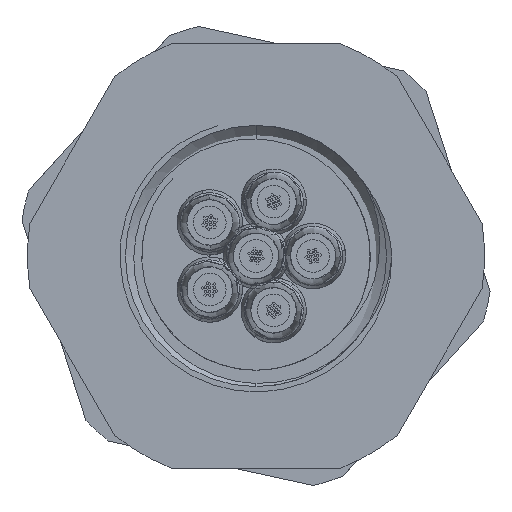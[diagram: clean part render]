
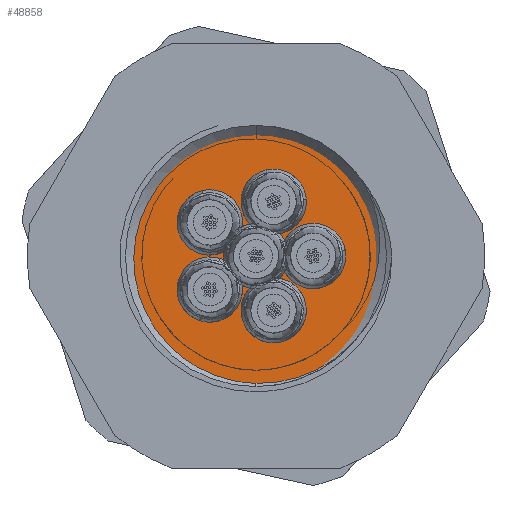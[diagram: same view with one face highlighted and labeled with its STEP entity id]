
A CAD part, left-side view. The second image highlights one B-rep face of the part: STEP entity #48858.
In plain terms, the highlighted face is planar.
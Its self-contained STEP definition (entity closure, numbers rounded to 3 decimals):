
#33 = ORIENTED_EDGE ( 'NONE', *, *, #1471, .F. ) ;
#50 = DIRECTION ( 'NONE',  ( 0., 0., -1. ) ) ;
#249 = AXIS2_PLACEMENT_3D ( 'NONE', #43600, #5051, #36455 ) ;
#370 = VERTEX_POINT ( 'NONE', #41163 ) ;
#1468 = CARTESIAN_POINT ( 'NONE',  ( 8.25, -0.541, 1.664 ) ) ;
#1471 = EDGE_CURVE ( 'NONE', #16827, #29649, #49225, .T. ) ;
#1514 = AXIS2_PLACEMENT_3D ( 'NONE', #32193, #4347, #24511 ) ;
#1962 = EDGE_CURVE ( 'NONE', #6937, #6990, #25763, .T. ) ;
#2443 = ORIENTED_EDGE ( 'NONE', *, *, #31044, .F. ) ;
#2614 = ORIENTED_EDGE ( 'NONE', *, *, #3331, .F. ) ;
#2806 = CARTESIAN_POINT ( 'NONE',  ( 8.25, 0., 0.6 ) ) ;
#3331 = EDGE_CURVE ( 'NONE', #8123, #4470, #27456, .T. ) ;
#4258 = CARTESIAN_POINT ( 'NONE',  ( 8.25, 0., -4. ) ) ;
#4347 = DIRECTION ( 'NONE',  ( -1., 0., 0. ) ) ;
#4470 = VERTEX_POINT ( 'NONE', #30236 ) ;
#4716 = ORIENTED_EDGE ( 'NONE', *, *, #37091, .F. ) ;
#5021 = CARTESIAN_POINT ( 'NONE',  ( 8.25, -0.541, 1.664 ) ) ;
#5051 = DIRECTION ( 'NONE',  ( -1., 0., 0. ) ) ;
#5280 = DIRECTION ( 'NONE',  ( 1., 0., 0. ) ) ;
#5317 = ORIENTED_EDGE ( 'NONE', *, *, #17806, .F. ) ;
#5594 = DIRECTION ( 'NONE',  ( 1., 0., 0. ) ) ;
#5734 = CIRCLE ( 'NONE', #34280, 0.6 ) ;
#6767 = DIRECTION ( 'NONE',  ( 1., 0., 0. ) ) ;
#6937 = VERTEX_POINT ( 'NONE', #18142 ) ;
#6990 = VERTEX_POINT ( 'NONE', #30409 ) ;
#7150 = ORIENTED_EDGE ( 'NONE', *, *, #12000, .F. ) ;
#8123 = VERTEX_POINT ( 'NONE', #8636 ) ;
#8204 = DIRECTION ( 'NONE',  ( 1., 0., 0. ) ) ;
#8558 = EDGE_CURVE ( 'NONE', #16625, #30284, #8609, .T. ) ;
#8601 = CARTESIAN_POINT ( 'NONE',  ( 8.25, 1.416, -0.429 ) ) ;
#8609 = CIRCLE ( 'NONE', #37201, 0.6 ) ;
#8620 = EDGE_CURVE ( 'NONE', #26238, #370, #48582, .T. ) ;
#8636 = CARTESIAN_POINT ( 'NONE',  ( 8.25, -1.75, -0.6 ) ) ;
#9099 = FACE_BOUND ( 'NONE', #42921, .T. ) ;
#9182 = EDGE_CURVE ( 'NONE', #6990, #6937, #23355, .T. ) ;
#9312 = ORIENTED_EDGE ( 'NONE', *, *, #9182, .F. ) ;
#9515 = DIRECTION ( 'NONE',  ( 1., 0., 0. ) ) ;
#9840 = VERTEX_POINT ( 'NONE', #17597 ) ;
#10335 = DIRECTION ( 'NONE',  ( 0., 0., -1. ) ) ;
#10846 = DIRECTION ( 'NONE',  ( 1., 0., 0. ) ) ;
#12000 = EDGE_CURVE ( 'NONE', #370, #26238, #36626, .T. ) ;
#12040 = EDGE_CURVE ( 'NONE', #21168, #27430, #43933, .T. ) ;
#12047 = EDGE_CURVE ( 'NONE', #29649, #16827, #50462, .T. ) ;
#12933 = FACE_BOUND ( 'NONE', #39514, .T. ) ;
#13537 = EDGE_LOOP ( 'NONE', ( #9312, #34503 ) ) ;
#14162 = ORIENTED_EDGE ( 'NONE', *, *, #8620, .F. ) ;
#15253 = VERTEX_POINT ( 'NONE', #16418 ) ;
#16007 = AXIS2_PLACEMENT_3D ( 'NONE', #47096, #21890, #38739 ) ;
#16317 = DIRECTION ( 'NONE',  ( 0., 0., -1. ) ) ;
#16418 = CARTESIAN_POINT ( 'NONE',  ( 8.25, -0.541, 1.064 ) ) ;
#16586 = CARTESIAN_POINT ( 'NONE',  ( 8.25, 1.416, 1.029 ) ) ;
#16625 = VERTEX_POINT ( 'NONE', #2806 ) ;
#16749 = FACE_BOUND ( 'NONE', #32441, .T. ) ;
#16827 = VERTEX_POINT ( 'NONE', #8601 ) ;
#17208 = DIRECTION ( 'NONE',  ( 0., 0., -1. ) ) ;
#17237 = CIRCLE ( 'NONE', #28675, 0.6 ) ;
#17597 = CARTESIAN_POINT ( 'NONE',  ( 8.25, -0.541, 2.264 ) ) ;
#17806 = EDGE_CURVE ( 'NONE', #30284, #16625, #5734, .T. ) ;
#18142 = CARTESIAN_POINT ( 'NONE',  ( 8.25, -0.541, -1.064 ) ) ;
#18992 = DIRECTION ( 'NONE',  ( 0., 0., -1. ) ) ;
#19187 = AXIS2_PLACEMENT_3D ( 'NONE', #43433, #39665, #28096 ) ;
#19875 = CARTESIAN_POINT ( 'NONE',  ( 8.25, -1.75, 0. ) ) ;
#20072 = FACE_BOUND ( 'NONE', #33843, .T. ) ;
#21168 = VERTEX_POINT ( 'NONE', #31671 ) ;
#21890 = DIRECTION ( 'NONE',  ( 1., 0., 0. ) ) ;
#23355 = CIRCLE ( 'NONE', #24966, 0.6 ) ;
#24013 = DIRECTION ( 'NONE',  ( 1., 0., 0. ) ) ;
#24298 = ORIENTED_EDGE ( 'NONE', *, *, #26684, .F. ) ;
#24511 = DIRECTION ( 'NONE',  ( 0., 0., 1. ) ) ;
#24966 = AXIS2_PLACEMENT_3D ( 'NONE', #45334, #48383, #10335 ) ;
#25576 = AXIS2_PLACEMENT_3D ( 'NONE', #5021, #5280, #17208 ) ;
#25679 = CIRCLE ( 'NONE', #48536, 0.6 ) ;
#25763 = CIRCLE ( 'NONE', #16007, 0.6 ) ;
#25945 = AXIS2_PLACEMENT_3D ( 'NONE', #42057, #10846, #18992 ) ;
#26238 = VERTEX_POINT ( 'NONE', #38067 ) ;
#26459 = ORIENTED_EDGE ( 'NONE', *, *, #8558, .F. ) ;
#26684 = EDGE_CURVE ( 'NONE', #9840, #15253, #27207, .T. ) ;
#27207 = CIRCLE ( 'NONE', #25576, 0.6 ) ;
#27430 = VERTEX_POINT ( 'NONE', #4258 ) ;
#27456 = CIRCLE ( 'NONE', #25945, 0.6 ) ;
#27748 = FACE_OUTER_BOUND ( 'NONE', #29588, .T. ) ;
#27997 = FACE_BOUND ( 'NONE', #34069, .T. ) ;
#28096 = DIRECTION ( 'NONE',  ( 0., 0., -1. ) ) ;
#28162 = CIRCLE ( 'NONE', #29805, 4. ) ;
#28432 = AXIS2_PLACEMENT_3D ( 'NONE', #43938, #8204, #31681 ) ;
#28594 = DIRECTION ( 'NONE',  ( 0., 0., -1. ) ) ;
#28675 = AXIS2_PLACEMENT_3D ( 'NONE', #19875, #47732, #16317 ) ;
#28790 = DIRECTION ( 'NONE',  ( 0., 0., -1. ) ) ;
#29349 = DIRECTION ( 'NONE',  ( 0., 0., 1. ) ) ;
#29588 = EDGE_LOOP ( 'NONE', ( #44813, #34215 ) ) ;
#29649 = VERTEX_POINT ( 'NONE', #44998 ) ;
#29805 = AXIS2_PLACEMENT_3D ( 'NONE', #42835, #45194, #29349 ) ;
#30173 = EDGE_CURVE ( 'NONE', #27430, #21168, #28162, .T. ) ;
#30236 = CARTESIAN_POINT ( 'NONE',  ( 8.25, -1.75, 0.6 ) ) ;
#30284 = VERTEX_POINT ( 'NONE', #35409 ) ;
#30409 = CARTESIAN_POINT ( 'NONE',  ( 8.25, -0.541, -2.264 ) ) ;
#30456 = AXIS2_PLACEMENT_3D ( 'NONE', #33794, #9515, #49347 ) ;
#30723 = CARTESIAN_POINT ( 'NONE',  ( 8.25, 0., 0. ) ) ;
#31044 = EDGE_CURVE ( 'NONE', #15253, #9840, #25679, .T. ) ;
#31671 = CARTESIAN_POINT ( 'NONE',  ( 8.25, 0., 4. ) ) ;
#31681 = DIRECTION ( 'NONE',  ( 0., 0., -1. ) ) ;
#32193 = CARTESIAN_POINT ( 'NONE',  ( 8.25, 0., 0. ) ) ;
#32441 = EDGE_LOOP ( 'NONE', ( #48534, #33 ) ) ;
#33794 = CARTESIAN_POINT ( 'NONE',  ( 8.25, 1.416, -1.029 ) ) ;
#33843 = EDGE_LOOP ( 'NONE', ( #5317, #26459 ) ) ;
#34069 = EDGE_LOOP ( 'NONE', ( #14162, #7150 ) ) ;
#34215 = ORIENTED_EDGE ( 'NONE', *, *, #30173, .F. ) ;
#34280 = AXIS2_PLACEMENT_3D ( 'NONE', #30723, #46799, #50 ) ;
#34503 = ORIENTED_EDGE ( 'NONE', *, *, #1962, .F. ) ;
#35409 = CARTESIAN_POINT ( 'NONE',  ( 8.25, 0., -0.6 ) ) ;
#36455 = DIRECTION ( 'NONE',  ( 0., 0., 1. ) ) ;
#36626 = CIRCLE ( 'NONE', #44768, 0.6 ) ;
#37091 = EDGE_CURVE ( 'NONE', #4470, #8123, #17237, .T. ) ;
#37201 = AXIS2_PLACEMENT_3D ( 'NONE', #41772, #6767, #41022 ) ;
#38067 = CARTESIAN_POINT ( 'NONE',  ( 8.25, 1.416, 0.429 ) ) ;
#38739 = DIRECTION ( 'NONE',  ( 0., 0., -1. ) ) ;
#39514 = EDGE_LOOP ( 'NONE', ( #2443, #24298 ) ) ;
#39665 = DIRECTION ( 'NONE',  ( 1., 0., 0. ) ) ;
#41022 = DIRECTION ( 'NONE',  ( 0., 0., -1. ) ) ;
#41163 = CARTESIAN_POINT ( 'NONE',  ( 8.25, 1.416, 1.629 ) ) ;
#41772 = CARTESIAN_POINT ( 'NONE',  ( 8.25, 0., 0. ) ) ;
#42057 = CARTESIAN_POINT ( 'NONE',  ( 8.25, -1.75, 0. ) ) ;
#42835 = CARTESIAN_POINT ( 'NONE',  ( 8.25, 0., 0. ) ) ;
#42921 = EDGE_LOOP ( 'NONE', ( #2614, #4716 ) ) ;
#43433 = CARTESIAN_POINT ( 'NONE',  ( 8.25, 1.416, 1.029 ) ) ;
#43600 = CARTESIAN_POINT ( 'NONE',  ( 8.25, 4., 0. ) ) ;
#43933 = CIRCLE ( 'NONE', #1514, 4. ) ;
#43938 = CARTESIAN_POINT ( 'NONE',  ( 8.25, 1.416, -1.029 ) ) ;
#44337 = PLANE ( 'NONE',  #249 ) ;
#44768 = AXIS2_PLACEMENT_3D ( 'NONE', #16586, #24013, #28594 ) ;
#44813 = ORIENTED_EDGE ( 'NONE', *, *, #12040, .F. ) ;
#44998 = CARTESIAN_POINT ( 'NONE',  ( 8.25, 1.416, -1.629 ) ) ;
#45194 = DIRECTION ( 'NONE',  ( -1., 0., 0. ) ) ;
#45334 = CARTESIAN_POINT ( 'NONE',  ( 8.25, -0.541, -1.664 ) ) ;
#46799 = DIRECTION ( 'NONE',  ( 1., 0., 0. ) ) ;
#47096 = CARTESIAN_POINT ( 'NONE',  ( 8.25, -0.541, -1.664 ) ) ;
#47177 = FACE_BOUND ( 'NONE', #13537, .T. ) ;
#47732 = DIRECTION ( 'NONE',  ( 1., 0., 0. ) ) ;
#48383 = DIRECTION ( 'NONE',  ( 1., 0., 0. ) ) ;
#48534 = ORIENTED_EDGE ( 'NONE', *, *, #12047, .F. ) ;
#48536 = AXIS2_PLACEMENT_3D ( 'NONE', #1468, #5594, #28790 ) ;
#48582 = CIRCLE ( 'NONE', #19187, 0.6 ) ;
#48858 = ADVANCED_FACE ( 'NONE', ( #20072, #12933, #9099, #47177, #16749, #27997, #27748 ), #44337, .F. ) ;
#49225 = CIRCLE ( 'NONE', #30456, 0.6 ) ;
#49347 = DIRECTION ( 'NONE',  ( 0., 0., -1. ) ) ;
#50462 = CIRCLE ( 'NONE', #28432, 0.6 ) ;
